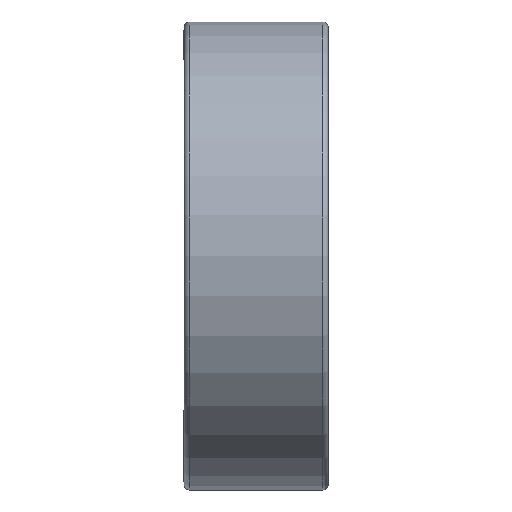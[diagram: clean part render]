
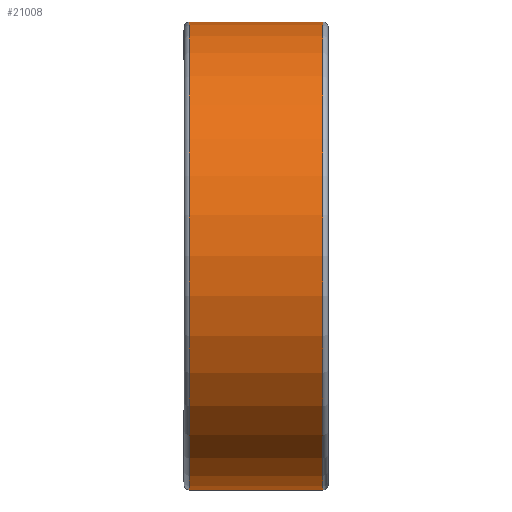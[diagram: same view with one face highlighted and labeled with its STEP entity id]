
A CAD part, top view. The second image highlights one B-rep face of the part: STEP entity #21008.
In plain terms, the highlighted cylindrical face has radius 13 mm (diameter 26 mm), a partial arc.
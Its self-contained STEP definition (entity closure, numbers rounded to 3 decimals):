
#10413=DIRECTION('',(-1.,0.,0.));
#10414=VECTOR('',#10413,7.4);
#10415=CARTESIAN_POINT('',(3.7,13.,0.));
#10416=LINE('',#10415,#10414);
#10420=DIRECTION('',(-1.,0.,0.));
#10421=VECTOR('',#10420,7.4);
#10422=CARTESIAN_POINT('',(3.7,-13.,0.));
#10423=LINE('',#10422,#10421);
#10435=CARTESIAN_POINT('',(3.7,0.,0.));
#10436=DIRECTION('',(1.,0.,0.));
#10437=DIRECTION('',(0.,1.,0.));
#10438=AXIS2_PLACEMENT_3D('',#10435,#10436,#10437);
#10443=CARTESIAN_POINT('',(-3.7,0.,0.));
#10444=DIRECTION('',(1.,0.,0.));
#10445=DIRECTION('',(0.,1.,0.));
#10446=AXIS2_PLACEMENT_3D('',#10443,#10444,#10445);
#17694=CARTESIAN_POINT('',(3.7,13.,0.));
#17695=CARTESIAN_POINT('',(-3.7,13.,0.));
#17696=VERTEX_POINT('',#17694);
#17697=VERTEX_POINT('',#17695);
#17706=CARTESIAN_POINT('',(3.7,-13.,0.));
#17707=CARTESIAN_POINT('',(-3.7,-13.,0.));
#17708=VERTEX_POINT('',#17706);
#17709=VERTEX_POINT('',#17707);
#20996=CARTESIAN_POINT('',(-4.4,0.,0.));
#20997=DIRECTION('',(1.,0.,0.));
#20998=DIRECTION('',(0.,-1.,0.));
#20999=AXIS2_PLACEMENT_3D('',#20996,#20997,#20998);
#21000=CYLINDRICAL_SURFACE('',#20999,13.);
#21001=ORIENTED_EDGE('',*,*,#20986,.F.);
#21002=ORIENTED_EDGE('',*,*,#20963,.T.);
#21003=ORIENTED_EDGE('',*,*,#20990,.T.);
#21005=ORIENTED_EDGE('',*,*,#21004,.F.);
#21006=EDGE_LOOP('',(#21001,#21002,#21003,#21005));
#21007=FACE_OUTER_BOUND('',#21006,.F.);
#10439=CIRCLE('',#10438,13.);
#10447=CIRCLE('',#10446,13.);
#20963=EDGE_CURVE('',#17696,#17708,#10439,.T.);
#20986=EDGE_CURVE('',#17696,#17697,#10416,.T.);
#20990=EDGE_CURVE('',#17708,#17709,#10423,.T.);
#21004=EDGE_CURVE('',#17697,#17709,#10447,.T.);
#21008=ADVANCED_FACE('',(#21007),#21000,.T.);
